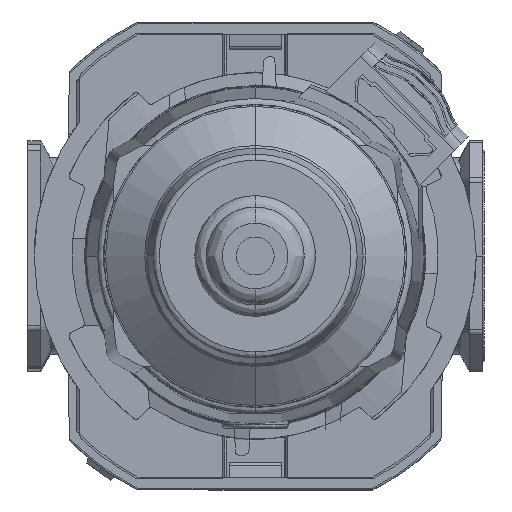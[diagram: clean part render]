
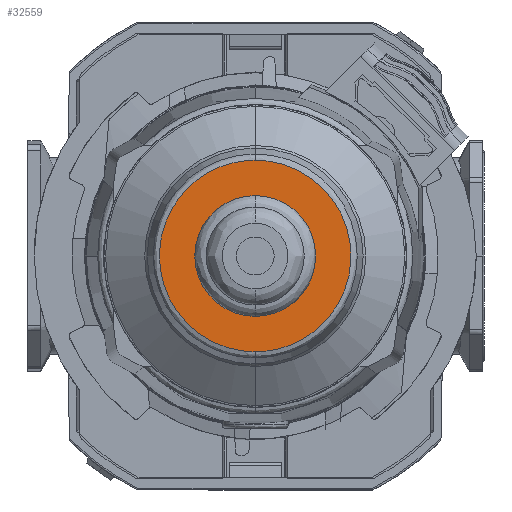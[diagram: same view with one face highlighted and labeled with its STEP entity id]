
A CAD part, front view. The second image highlights one B-rep face of the part: STEP entity #32559.
In plain terms, the highlighted planar face has unit normal (0, -1, 0).
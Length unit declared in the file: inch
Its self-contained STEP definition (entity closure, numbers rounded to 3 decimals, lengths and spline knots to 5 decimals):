
#1855 = DIRECTION ( 'NONE',  ( 0., 0., 1. ) ) ;
#1941 = VERTEX_POINT ( 'NONE', #31097 ) ;
#2413 = CARTESIAN_POINT ( 'NONE',  ( -1.16005, -4.35039, 0.58003 ) ) ;
#3590 = CARTESIAN_POINT ( 'NONE',  ( 1.16005, -4.35039, -0.58003 ) ) ;
#4200 = CARTESIAN_POINT ( 'NONE',  ( 0., -4.35039, 0.58003 ) ) ;
#4380 = PLANE ( 'NONE',  #16951 ) ;
#4547 = CIRCLE ( 'NONE', #33902, 0.31644 ) ;
#6290 = CARTESIAN_POINT ( 'NONE',  ( -1.16005, -4.35039, -0.58003 ) ) ;
#6300 = EDGE_CURVE ( 'NONE', #22223, #1941, #4547, .T. ) ;
#8042 =( BOUNDED_CURVE ( )  B_SPLINE_CURVE ( 3, ( #30452, #6290, #2413, #29000 ),
 .UNSPECIFIED., .F., .T. ) 
 B_SPLINE_CURVE_WITH_KNOTS ( ( 4, 4 ),
 ( 0., 0.5 ),
 .UNSPECIFIED. ) 
 CURVE ( )  GEOMETRIC_REPRESENTATION_ITEM ( )  RATIONAL_B_SPLINE_CURVE ( ( 1., 0.333, 0.333, 1. ) ) 
 REPRESENTATION_ITEM ( '' )  );
#8734 = DIRECTION ( 'NONE',  ( 0., 0., 1. ) ) ;
#8988 = CARTESIAN_POINT ( 'NONE',  ( 1.16005, -4.35039, 0.58003 ) ) ;
#10338 = CARTESIAN_POINT ( 'NONE',  ( 0., -4.35039, 0. ) ) ;
#10793 =( BOUNDED_CURVE ( )  B_SPLINE_CURVE ( 3, ( #28849, #8988, #3590, #34080 ),
 .UNSPECIFIED., .F., .T. ) 
 B_SPLINE_CURVE_WITH_KNOTS ( ( 4, 4 ),
 ( 0.5, 1. ),
 .UNSPECIFIED. ) 
 CURVE ( )  GEOMETRIC_REPRESENTATION_ITEM ( )  RATIONAL_B_SPLINE_CURVE ( ( 1., 0.333, 0.333, 1. ) ) 
 REPRESENTATION_ITEM ( '' )  );
#13974 = DIRECTION ( 'NONE',  ( 0., -1., 0. ) ) ;
#14863 = EDGE_LOOP ( 'NONE', ( #34882, #26374 ) ) ;
#15362 = DIRECTION ( 'NONE',  ( 0., 0., 1. ) ) ;
#15709 = CARTESIAN_POINT ( 'NONE',  ( 0.58003, -4.35039, 0. ) ) ;
#16778 = EDGE_CURVE ( 'NONE', #32558, #21418, #10793, .T. ) ;
#16951 = AXIS2_PLACEMENT_3D ( 'NONE', #15709, #21147, #15362 ) ;
#19400 = CARTESIAN_POINT ( 'NONE',  ( 0., -4.35039, 0. ) ) ;
#19597 = ORIENTED_EDGE ( 'NONE', *, *, #6300, .F. ) ;
#19710 = CARTESIAN_POINT ( 'NONE',  ( 0., -4.35039, -0.58003 ) ) ;
#21147 = DIRECTION ( 'NONE',  ( 0., 1., 0. ) ) ;
#21209 = EDGE_CURVE ( 'NONE', #21418, #32558, #8042, .T. ) ;
#21315 = AXIS2_PLACEMENT_3D ( 'NONE', #19400, #13974, #8734 ) ;
#21418 = VERTEX_POINT ( 'NONE', #19710 ) ;
#22223 = VERTEX_POINT ( 'NONE', #24980 ) ;
#22903 = EDGE_LOOP ( 'NONE', ( #19597, #26602 ) ) ;
#24980 = CARTESIAN_POINT ( 'NONE',  ( 0., -4.35039, 0.31644 ) ) ;
#25322 = CIRCLE ( 'NONE', #21315, 0.31644 ) ;
#26374 = ORIENTED_EDGE ( 'NONE', *, *, #16778, .F. ) ;
#26387 = FACE_BOUND ( 'NONE', #22903, .T. ) ;
#26563 = FACE_OUTER_BOUND ( 'NONE', #14863, .T. ) ;
#26602 = ORIENTED_EDGE ( 'NONE', *, *, #30444, .F. ) ;
#28849 = CARTESIAN_POINT ( 'NONE',  ( 0., -4.35039, 0.58003 ) ) ;
#29000 = CARTESIAN_POINT ( 'NONE',  ( 0., -4.35039, 0.58003 ) ) ;
#30444 = EDGE_CURVE ( 'NONE', #1941, #22223, #25322, .T. ) ;
#30452 = CARTESIAN_POINT ( 'NONE',  ( 0., -4.35039, -0.58003 ) ) ;
#31097 = CARTESIAN_POINT ( 'NONE',  ( 0., -4.35039, -0.31644 ) ) ;
#32166 = DIRECTION ( 'NONE',  ( 0., -1., 0. ) ) ;
#32558 = VERTEX_POINT ( 'NONE', #4200 ) ;
#32559 = ADVANCED_FACE ( 'NONE', ( #26563, #26387 ), #4380, .F. ) ;
#33902 = AXIS2_PLACEMENT_3D ( 'NONE', #10338, #32166, #1855 ) ;
#34080 = CARTESIAN_POINT ( 'NONE',  ( 0., -4.35039, -0.58003 ) ) ;
#34882 = ORIENTED_EDGE ( 'NONE', *, *, #21209, .F. ) ;
